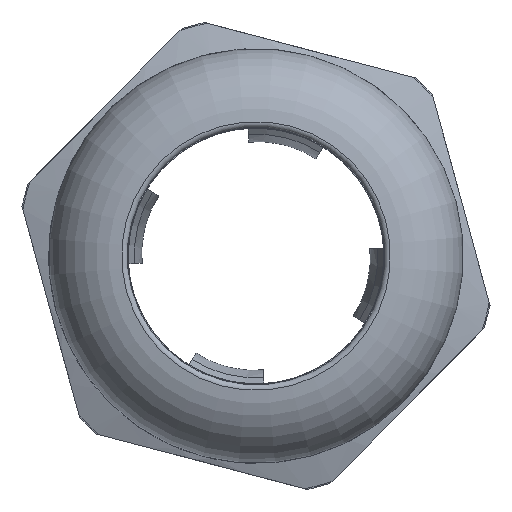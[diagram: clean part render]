
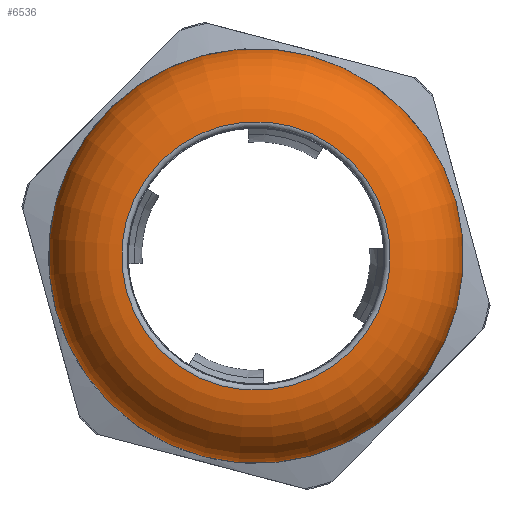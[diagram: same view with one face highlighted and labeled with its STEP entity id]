
A CAD part, left-side view. The second image highlights one B-rep face of the part: STEP entity #6536.
In plain terms, the highlighted toroidal (fillet/blend) face has major radius 7.41 mm and minor radius 4.29 mm.
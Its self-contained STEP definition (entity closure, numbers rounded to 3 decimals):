
#141=TOROIDAL_SURFACE('',#7319,7.41,4.29);
#252=FACE_BOUND('',#1578,.T.);
#581=CIRCLE('',#7313,7.582);
#584=CIRCLE('',#7320,11.7);
#1143=FACE_OUTER_BOUND('',#1577,.T.);
#1577=EDGE_LOOP('',(#6063));
#1578=EDGE_LOOP('',(#6064));
#3215=VERTEX_POINT('',#15622);
#3218=VERTEX_POINT('',#15632);
#4165=EDGE_CURVE('',#3215,#3215,#581,.T.);
#4168=EDGE_CURVE('',#3218,#3218,#584,.T.);
#6063=ORIENTED_EDGE('',*,*,#4165,.F.);
#6064=ORIENTED_EDGE('',*,*,#4168,.F.);
#6536=ADVANCED_FACE('',(#1143,#252),#141,.T.);
#7313=AXIS2_PLACEMENT_3D('',#15623,#9121,#9122);
#7319=AXIS2_PLACEMENT_3D('',#15631,#9133,#9134);
#7320=AXIS2_PLACEMENT_3D('',#15633,#9135,#9136);
#9121=DIRECTION('center_axis',(-1.,0.,0.));
#9122=DIRECTION('ref_axis',(0.,1.,0.));
#9133=DIRECTION('center_axis',(1.,0.,0.));
#9134=DIRECTION('ref_axis',(0.,0.,-1.));
#9135=DIRECTION('center_axis',(1.,0.,0.));
#9136=DIRECTION('ref_axis',(0.,0.,-1.));
#15622=CARTESIAN_POINT('',(-20.087,-7.582,0.));
#15623=CARTESIAN_POINT('Origin',(-20.087,0.,
0.));
#15631=CARTESIAN_POINT('Origin',(-15.8,0.,0.));
#15632=CARTESIAN_POINT('',(-15.8,11.7,0.));
#15633=CARTESIAN_POINT('Origin',(-15.8,0.,0.));
